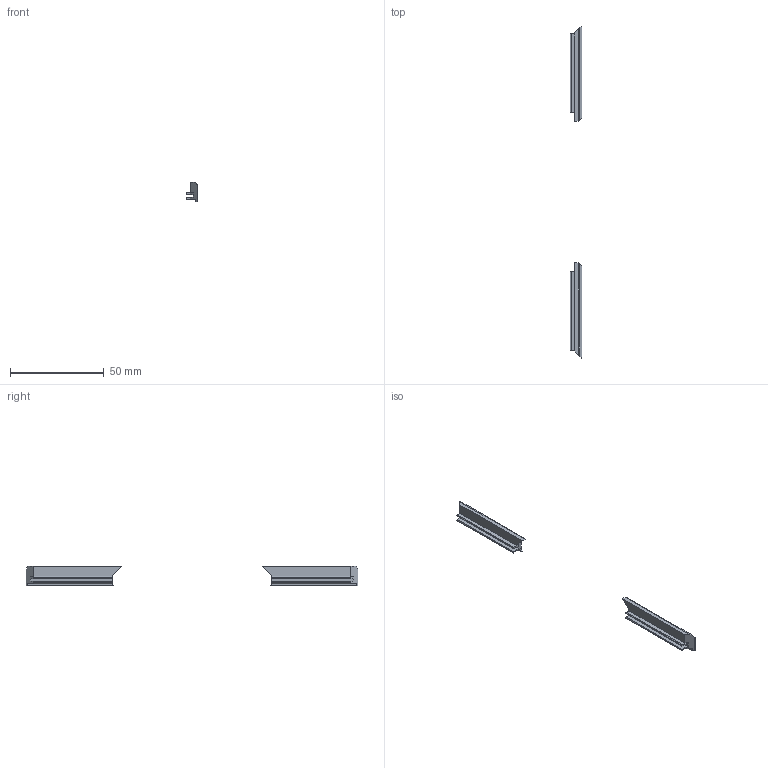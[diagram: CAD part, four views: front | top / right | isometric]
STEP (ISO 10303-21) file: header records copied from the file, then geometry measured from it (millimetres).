
FILE_DESCRIPTION(/* description */ (''),/* implementation_level */ '2;1');
FILE_NAME(/* name */ 'v2.0 Stealth Handle top hat, side panel gap fillers v15.step',/* time_stamp */ '2023-06-18T14:57:28+12:00',/* author */ (''),/* organization */ (''),/* preprocessor_version */ 'ST-DEVELOPER v19.2',/* originating_system */ 'Autodesk Translation Framework v12.6.0.85',/* authorisation */ '');
FILE_SCHEMA (('AUTOMOTIVE_DESIGN { 1 0 10303 214 3 1 1 }'));
Length unit declared in the file: millimetre
Products named in the file (1): v2.0 Stealth Handle top hat, side panel gap fillers
Bounding box: 6.25 x 177 x 10.6 mm (x, y, z)
Volume: 3328.9 mm3; surface area: 3996.6 mm2
Topology: 2 solids, 2 shells, 53 faces, 147 edges, 98 vertices
Faces by surface type: plane 49, cylinder 4
Entity records: 1690 total; most frequent: CARTESIAN_POINT 299, ORIENTED_EDGE 294, DIRECTION 263, EDGE_CURVE 147, LINE 139, VECTOR 139, VERTEX_POINT 98, AXIS2_PLACEMENT_3D 62
